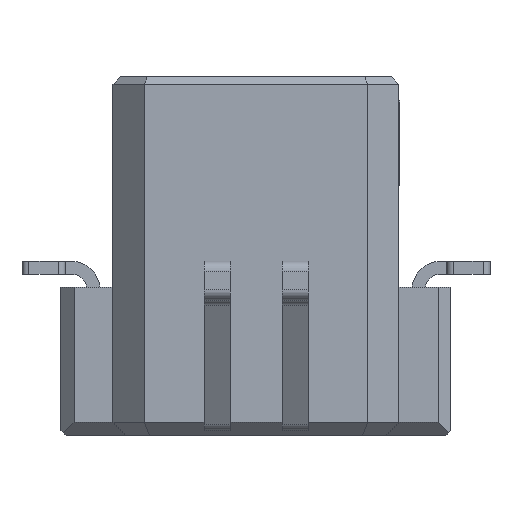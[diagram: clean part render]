
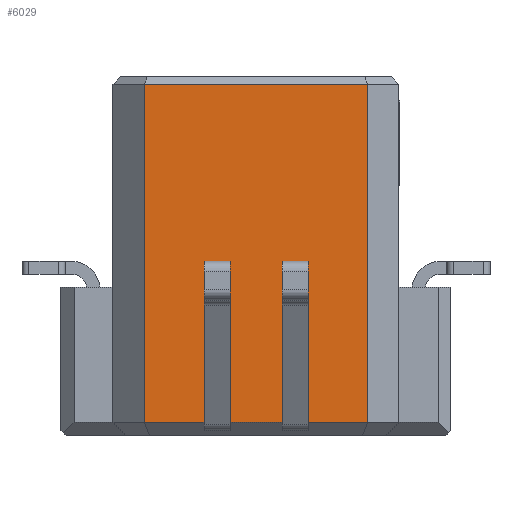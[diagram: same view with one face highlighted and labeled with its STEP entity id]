
A CAD part, front view. The second image highlights one B-rep face of the part: STEP entity #6029.
In plain terms, the highlighted planar face has unit normal (0, -1, 0).
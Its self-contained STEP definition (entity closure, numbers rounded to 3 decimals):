
#969=DIRECTION('',(0.,0.,1.));
#970=VECTOR('',#969,0.384);
#971=CARTESIAN_POINT('',(1.,-2.35,-4.791));
#972=LINE('',#971,#970);
#976=DIRECTION('',(-1.,0.,0.));
#977=VECTOR('',#976,0.5);
#978=CARTESIAN_POINT('',(1.,-2.35,-4.407));
#979=LINE('',#978,#977);
#983=DIRECTION('',(0.,0.,-1.));
#984=VECTOR('',#983,0.384);
#985=CARTESIAN_POINT('',(0.5,-2.35,-4.407));
#986=LINE('',#985,#984);
#990=DIRECTION('',(-1.,0.,0.));
#991=VECTOR('',#990,0.5);
#992=CARTESIAN_POINT('',(1.,-2.35,-4.791));
#993=LINE('',#992,#991);
#997=DIRECTION('',(0.,0.,1.));
#998=VECTOR('',#997,1.288);
#999=CARTESIAN_POINT('',(-0.5,-2.35,-6.65));
#1000=LINE('',#999,#998);
#1004=DIRECTION('',(-1.,0.,0.));
#1005=VECTOR('',#1004,0.5);
#1006=CARTESIAN_POINT('',(-0.5,-2.35,-5.362));
#1007=LINE('',#1006,#1005);
#1011=DIRECTION('',(0.,0.,-1.));
#1012=VECTOR('',#1011,1.288);
#1013=CARTESIAN_POINT('',(-1.,-2.35,-5.362));
#1014=LINE('',#1013,#1012);
#1018=DIRECTION('',(-1.,0.,0.));
#1019=VECTOR('',#1018,1.15);
#1020=CARTESIAN_POINT('',(-1.,-2.35,-6.65));
#1021=LINE('',#1020,#1019);
#1025=DIRECTION('',(0.,0.,-1.));
#1026=VECTOR('',#1025,6.5);
#1027=CARTESIAN_POINT('',(-2.15,-2.35,-0.15));
#1028=LINE('',#1027,#1026);
#1032=DIRECTION('',(1.,0.,0.));
#1033=VECTOR('',#1032,4.3);
#1034=CARTESIAN_POINT('',(-2.15,-2.35,-0.15));
#1035=LINE('',#1034,#1033);
#1039=DIRECTION('',(-1.,0.,0.));
#1040=VECTOR('',#1039,1.15);
#1041=CARTESIAN_POINT('',(2.15,-2.35,-6.65));
#1042=LINE('',#1041,#1040);
#1046=DIRECTION('',(0.,0.,1.));
#1047=VECTOR('',#1046,1.288);
#1048=CARTESIAN_POINT('',(1.,-2.35,-6.65));
#1049=LINE('',#1048,#1047);
#1053=DIRECTION('',(-1.,0.,0.));
#1054=VECTOR('',#1053,0.5);
#1055=CARTESIAN_POINT('',(1.,-2.35,-5.362));
#1056=LINE('',#1055,#1054);
#1060=DIRECTION('',(0.,0.,1.));
#1061=VECTOR('',#1060,1.288);
#1062=CARTESIAN_POINT('',(0.5,-2.35,-6.65));
#1063=LINE('',#1062,#1061);
#1067=DIRECTION('',(-1.,0.,0.));
#1068=VECTOR('',#1067,1.);
#1069=CARTESIAN_POINT('',(0.5,-2.35,-6.65));
#1070=LINE('',#1069,#1068);
#1074=DIRECTION('',(0.,0.,1.));
#1075=VECTOR('',#1074,0.384);
#1076=CARTESIAN_POINT('',(-0.5,-2.35,-4.791));
#1077=LINE('',#1076,#1075);
#1081=DIRECTION('',(-1.,0.,0.));
#1082=VECTOR('',#1081,0.5);
#1083=CARTESIAN_POINT('',(-0.5,-2.35,-4.407));
#1084=LINE('',#1083,#1082);
#1088=DIRECTION('',(0.,0.,-1.));
#1089=VECTOR('',#1088,0.384);
#1090=CARTESIAN_POINT('',(-1.,-2.35,-4.407));
#1091=LINE('',#1090,#1089);
#1095=DIRECTION('',(-1.,0.,0.));
#1096=VECTOR('',#1095,0.5);
#1097=CARTESIAN_POINT('',(-0.5,-2.35,-4.791));
#1098=LINE('',#1097,#1096);
#2358=DIRECTION('',(0.,0.,-1.));
#2359=VECTOR('',#2358,6.5);
#2360=CARTESIAN_POINT('',(2.15,-2.35,-0.15));
#2361=LINE('',#2360,#2359);
#4567=CARTESIAN_POINT('',(2.15,-2.35,-6.65));
#4568=VERTEX_POINT('',#4567);
#4573=CARTESIAN_POINT('',(-2.15,-2.35,-6.65));
#4575=VERTEX_POINT('',#4573);
#4747=CARTESIAN_POINT('',(2.15,-2.35,-0.15));
#4749=VERTEX_POINT('',#4747);
#4751=CARTESIAN_POINT('',(-2.15,-2.35,-0.15));
#4752=VERTEX_POINT('',#4751);
#4831=CARTESIAN_POINT('',(1.,-2.35,-6.65));
#4832=CARTESIAN_POINT('',(1.,-2.35,-5.362));
#4833=VERTEX_POINT('',#4831);
#4834=VERTEX_POINT('',#4832);
#4835=CARTESIAN_POINT('',(0.5,-2.35,-6.65));
#4836=CARTESIAN_POINT('',(0.5,-2.35,-5.362));
#4837=VERTEX_POINT('',#4835);
#4838=VERTEX_POINT('',#4836);
#4851=CARTESIAN_POINT('',(1.,-2.35,-4.791));
#4852=CARTESIAN_POINT('',(1.,-2.35,-4.407));
#4853=VERTEX_POINT('',#4851);
#4854=VERTEX_POINT('',#4852);
#4855=CARTESIAN_POINT('',(0.5,-2.35,-4.407));
#4856=CARTESIAN_POINT('',(0.5,-2.35,-4.791));
#4857=VERTEX_POINT('',#4855);
#4858=VERTEX_POINT('',#4856);
#4935=CARTESIAN_POINT('',(-0.5,-2.35,-6.65));
#4936=CARTESIAN_POINT('',(-0.5,-2.35,-5.362));
#4937=VERTEX_POINT('',#4935);
#4938=VERTEX_POINT('',#4936);
#4939=CARTESIAN_POINT('',(-0.5,-2.35,-4.791));
#4940=CARTESIAN_POINT('',(-0.5,-2.35,-4.407));
#4941=VERTEX_POINT('',#4939);
#4942=VERTEX_POINT('',#4940);
#4943=CARTESIAN_POINT('',(-1.,-2.35,-5.362));
#4944=CARTESIAN_POINT('',(-1.,-2.35,-6.65));
#4945=VERTEX_POINT('',#4943);
#4946=VERTEX_POINT('',#4944);
#4947=CARTESIAN_POINT('',(-1.,-2.35,-4.407));
#4948=CARTESIAN_POINT('',(-1.,-2.35,-4.791));
#4949=VERTEX_POINT('',#4947);
#4950=VERTEX_POINT('',#4948);
#5980=CARTESIAN_POINT('',(-2.15,-2.35,0.));
#5981=DIRECTION('',(0.,-1.,0.));
#5982=DIRECTION('',(1.,0.,0.));
#5983=AXIS2_PLACEMENT_3D('',#5980,#5981,#5982);
#5984=PLANE('',#5983);
#5986=ORIENTED_EDGE('',*,*,#5985,.T.);
#5988=ORIENTED_EDGE('',*,*,#5987,.T.);
#5990=ORIENTED_EDGE('',*,*,#5989,.T.);
#5992=ORIENTED_EDGE('',*,*,#5991,.T.);
#5994=ORIENTED_EDGE('',*,*,#5993,.F.);
#5996=ORIENTED_EDGE('',*,*,#5995,.T.);
#5998=ORIENTED_EDGE('',*,*,#5997,.T.);
#6000=ORIENTED_EDGE('',*,*,#5999,.T.);
#6001=ORIENTED_EDGE('',*,*,#5920,.T.);
#6003=ORIENTED_EDGE('',*,*,#6002,.T.);
#6005=ORIENTED_EDGE('',*,*,#6004,.F.);
#6007=ORIENTED_EDGE('',*,*,#6006,.T.);
#6008=EDGE_LOOP('',(#5986,#5988,#5990,#5992,#5994,#5996,#5998,#6000,#6001,#6003,
#6005,#6007));
#6009=FACE_OUTER_BOUND('',#6008,.F.);
#6010=ORIENTED_EDGE('',*,*,#5954,.T.);
#6012=ORIENTED_EDGE('',*,*,#6011,.T.);
#6014=ORIENTED_EDGE('',*,*,#6013,.T.);
#6016=ORIENTED_EDGE('',*,*,#6015,.F.);
#6017=EDGE_LOOP('',(#6010,#6012,#6014,#6016));
#6018=FACE_BOUND('',#6017,.F.);
#6020=ORIENTED_EDGE('',*,*,#6019,.T.);
#6022=ORIENTED_EDGE('',*,*,#6021,.T.);
#6024=ORIENTED_EDGE('',*,*,#6023,.T.);
#6026=ORIENTED_EDGE('',*,*,#6025,.F.);
#6027=EDGE_LOOP('',(#6020,#6022,#6024,#6026));
#6028=FACE_BOUND('',#6027,.F.);
#5920=EDGE_CURVE('',#4833,#4834,#1049,.T.);
#5954=EDGE_CURVE('',#4853,#4854,#972,.T.);
#5985=EDGE_CURVE('',#4937,#4938,#1000,.T.);
#5987=EDGE_CURVE('',#4938,#4945,#1007,.T.);
#5989=EDGE_CURVE('',#4945,#4946,#1014,.T.);
#5991=EDGE_CURVE('',#4946,#4575,#1021,.T.);
#5993=EDGE_CURVE('',#4752,#4575,#1028,.T.);
#5995=EDGE_CURVE('',#4752,#4749,#1035,.T.);
#5997=EDGE_CURVE('',#4749,#4568,#2361,.T.);
#5999=EDGE_CURVE('',#4568,#4833,#1042,.T.);
#6002=EDGE_CURVE('',#4834,#4838,#1056,.T.);
#6004=EDGE_CURVE('',#4837,#4838,#1063,.T.);
#6006=EDGE_CURVE('',#4837,#4937,#1070,.T.);
#6011=EDGE_CURVE('',#4854,#4857,#979,.T.);
#6013=EDGE_CURVE('',#4857,#4858,#986,.T.);
#6015=EDGE_CURVE('',#4853,#4858,#993,.T.);
#6019=EDGE_CURVE('',#4941,#4942,#1077,.T.);
#6021=EDGE_CURVE('',#4942,#4949,#1084,.T.);
#6023=EDGE_CURVE('',#4949,#4950,#1091,.T.);
#6025=EDGE_CURVE('',#4941,#4950,#1098,.T.);
#6029=ADVANCED_FACE('',(#6009,#6018,#6028),#5984,.T.);
